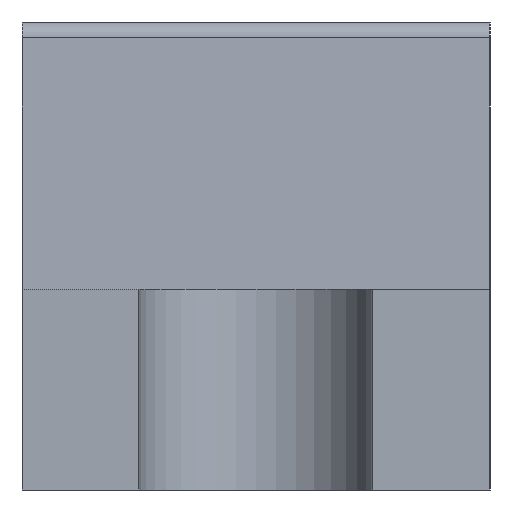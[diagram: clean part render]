
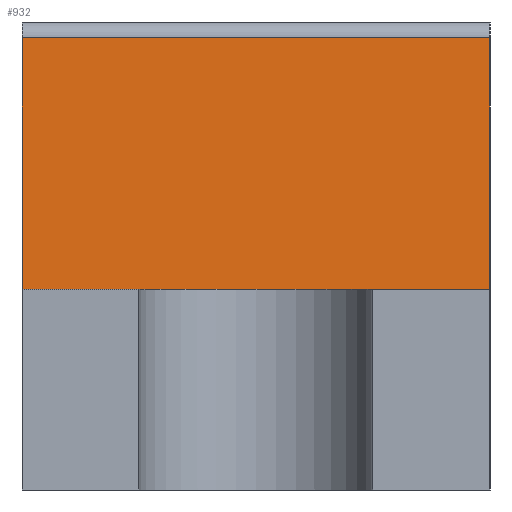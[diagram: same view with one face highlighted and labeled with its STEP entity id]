
A CAD part, left-side view. The second image highlights one B-rep face of the part: STEP entity #932.
In plain terms, the highlighted planar face has unit normal (-0.999, 0, 0.052).
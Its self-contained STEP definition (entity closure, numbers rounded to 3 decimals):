
#51=PLANE('',#1017);
#104=FACE_OUTER_BOUND('',#163,.T.);
#163=EDGE_LOOP('',(#702,#703,#704,#705));
#221=LINE('',#1352,#330);
#225=LINE('',#1362,#334);
#241=LINE('',#1398,#350);
#242=LINE('',#1399,#351);
#330=VECTOR('',#1090,10.);
#334=VECTOR('',#1098,10.);
#350=VECTOR('',#1132,10.);
#351=VECTOR('',#1133,10.);
#454=VERTEX_POINT('',#1345);
#457=VERTEX_POINT('',#1350);
#461=VERTEX_POINT('',#1360);
#472=VERTEX_POINT('',#1397);
#541=EDGE_CURVE('',#457,#454,#221,.T.);
#546=EDGE_CURVE('',#461,#457,#225,.F.);
#563=EDGE_CURVE('',#461,#472,#241,.T.);
#564=EDGE_CURVE('',#472,#454,#242,.T.);
#702=ORIENTED_EDGE('',*,*,#541,.F.);
#703=ORIENTED_EDGE('',*,*,#546,.F.);
#704=ORIENTED_EDGE('',*,*,#563,.T.);
#705=ORIENTED_EDGE('',*,*,#564,.T.);
#932=ADVANCED_FACE('',(#104),#51,.T.);
#1017=AXIS2_PLACEMENT_3D('',#1396,#1130,#1131);
#1090=DIRECTION('',(0.,-1.,0.));
#1098=DIRECTION('',(-0.052,0.,-0.999));
#1130=DIRECTION('center_axis',(-0.999,0.,0.052));
#1131=DIRECTION('ref_axis',(0.,-1.,0.));
#1132=DIRECTION('',(0.,-1.,0.));
#1133=DIRECTION('',(0.052,0.,0.999));
#1345=CARTESIAN_POINT('',(-0.53,-0.35,0.676));
#1350=CARTESIAN_POINT('',(-0.53,0.35,0.676));
#1352=CARTESIAN_POINT('',(-0.53,0.175,0.676));
#1360=CARTESIAN_POINT('',(-0.55,0.35,0.3));
#1362=CARTESIAN_POINT('',(-0.548,0.35,0.329));
#1396=CARTESIAN_POINT('Origin',(-0.55,0.35,0.3));
#1397=CARTESIAN_POINT('',(-0.55,-0.35,0.3));
#1398=CARTESIAN_POINT('',(-0.55,-0.35,0.3));
#1399=CARTESIAN_POINT('',(-0.55,-0.35,0.3));
